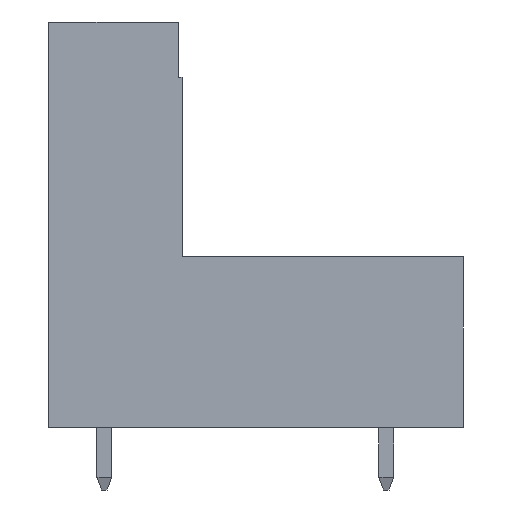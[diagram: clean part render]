
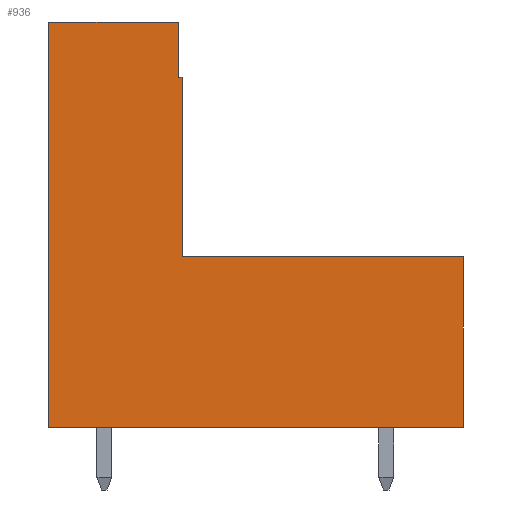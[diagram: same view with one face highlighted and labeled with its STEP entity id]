
A CAD part, left-side view. The second image highlights one B-rep face of the part: STEP entity #936.
In plain terms, the highlighted planar face has unit normal (-1, 0, 0).
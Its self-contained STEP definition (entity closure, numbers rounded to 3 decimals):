
#936 = ADVANCED_FACE( '', ( #2300 ), #2301, .T. );
#2300 = FACE_OUTER_BOUND( '', #4208, .T. );
#2301 = PLANE( '', #4209 );
#4208 = EDGE_LOOP( '', ( #6568, #6569, #6570, #6571, #6572, #6573, #6574, #6575 ) );
#4209 = AXIS2_PLACEMENT_3D( '', #6576, #6577, #6578 );
#6568 = ORIENTED_EDGE( '', *, *, #12107, .F. );
#6569 = ORIENTED_EDGE( '', *, *, #12108, .F. );
#6570 = ORIENTED_EDGE( '', *, *, #12109, .T. );
#6571 = ORIENTED_EDGE( '', *, *, #12110, .T. );
#6572 = ORIENTED_EDGE( '', *, *, #12001, .T. );
#6573 = ORIENTED_EDGE( '', *, *, #12111, .T. );
#6574 = ORIENTED_EDGE( '', *, *, #12112, .T. );
#6575 = ORIENTED_EDGE( '', *, *, #12113, .T. );
#6576 = CARTESIAN_POINT( '', ( -9.92, 0., 0. ) );
#6577 = DIRECTION( '', ( -1., 0., 0. ) );
#6578 = DIRECTION( '', ( 0., 0., 1. ) );
#12001 = EDGE_CURVE( '', #14546, #14558, #14560, .T. );
#12107 = EDGE_CURVE( '', #14746, #14747, #14748, .T. );
#12108 = EDGE_CURVE( '', #14749, #14746, #14750, .T. );
#12109 = EDGE_CURVE( '', #14749, #14751, #14752, .T. );
#12110 = EDGE_CURVE( '', #14751, #14546, #14753, .T. );
#12111 = EDGE_CURVE( '', #14558, #14754, #14755, .T. );
#12112 = EDGE_CURVE( '', #14754, #14756, #14757, .T. );
#12113 = EDGE_CURVE( '', #14756, #14747, #14758, .T. );
#14546 = VERTEX_POINT( '', #18192 );
#14558 = VERTEX_POINT( '', #18210 );
#14560 = LINE( '', #18213, #18214 );
#14746 = VERTEX_POINT( '', #18481 );
#14747 = VERTEX_POINT( '', #18482 );
#14748 = LINE( '', #18483, #18484 );
#14749 = VERTEX_POINT( '', #18485 );
#14750 = LINE( '', #18486, #18487 );
#14751 = VERTEX_POINT( '', #18488 );
#14752 = LINE( '', #18489, #18490 );
#14753 = LINE( '', #18491, #18492 );
#14754 = VERTEX_POINT( '', #18493 );
#14755 = LINE( '', #18494, #18495 );
#14756 = VERTEX_POINT( '', #18496 );
#14757 = LINE( '', #18497, #18498 );
#14758 = LINE( '', #18499, #18500 );
#18192 = CARTESIAN_POINT( '', ( -9.92, 11.2, -4.6 ) );
#18210 = CARTESIAN_POINT( '', ( -9.92, -11.2, -4.6 ) );
#18213 = CARTESIAN_POINT( '', ( -9.92, 11.2, -4.6 ) );
#18214 = VECTOR( '', #22619, 1000. );
#18481 = CARTESIAN_POINT( '', ( -9.92, 4.2, 14.3 ) );
#18482 = CARTESIAN_POINT( '', ( -9.92, 4., 14.3 ) );
#18483 = CARTESIAN_POINT( '', ( -9.92, 4.2, 14.3 ) );
#18484 = VECTOR( '', #22710, 1000. );
#18485 = CARTESIAN_POINT( '', ( -9.92, 4.2, 17.3 ) );
#18486 = CARTESIAN_POINT( '', ( -9.92, 4.2, 17.3 ) );
#18487 = VECTOR( '', #22711, 1000. );
#18488 = CARTESIAN_POINT( '', ( -9.92, 11.2, 17.3 ) );
#18489 = CARTESIAN_POINT( '', ( -9.92, 4., 17.3 ) );
#18490 = VECTOR( '', #22712, 1000. );
#18491 = CARTESIAN_POINT( '', ( -9.92, 11.2, 17.3 ) );
#18492 = VECTOR( '', #22713, 1000. );
#18493 = CARTESIAN_POINT( '', ( -9.92, -11.2, 4.6 ) );
#18494 = CARTESIAN_POINT( '', ( -9.92, -11.2, -4.6 ) );
#18495 = VECTOR( '', #22714, 1000. );
#18496 = CARTESIAN_POINT( '', ( -9.92, 4., 4.6 ) );
#18497 = CARTESIAN_POINT( '', ( -9.92, -11.2, 4.6 ) );
#18498 = VECTOR( '', #22715, 1000. );
#18499 = CARTESIAN_POINT( '', ( -9.92, 4., 4.6 ) );
#18500 = VECTOR( '', #22716, 1000. );
#22619 = DIRECTION( '', ( 0., -1., 0. ) );
#22710 = DIRECTION( '', ( 0., -1., 0. ) );
#22711 = DIRECTION( '', ( 0., 0., -1. ) );
#22712 = DIRECTION( '', ( 0., 1., 0. ) );
#22713 = DIRECTION( '', ( 0., 0., -1. ) );
#22714 = DIRECTION( '', ( 0., 0., 1. ) );
#22715 = DIRECTION( '', ( 0., 1., 0. ) );
#22716 = DIRECTION( '', ( 0., 0., 1. ) );
